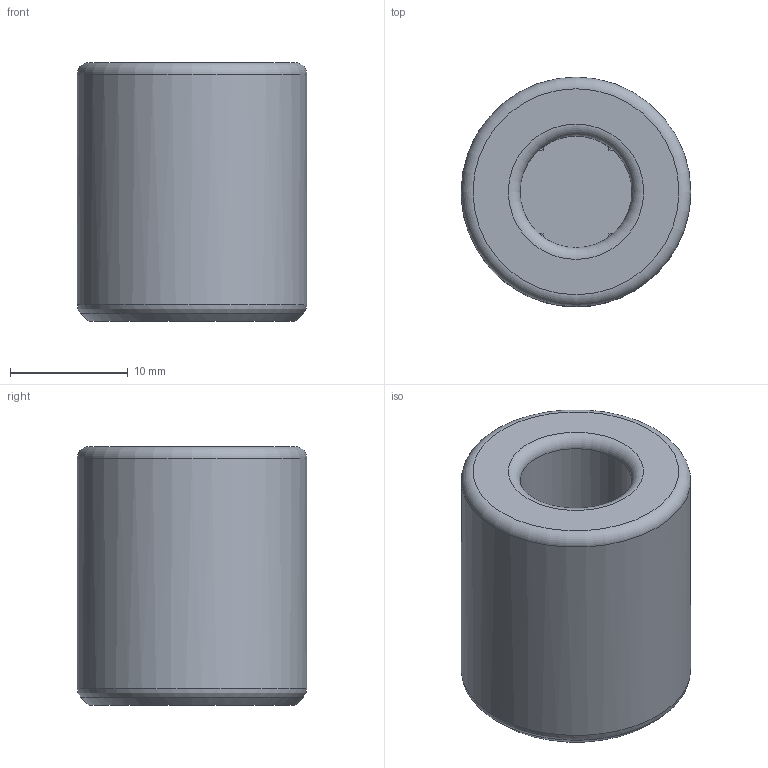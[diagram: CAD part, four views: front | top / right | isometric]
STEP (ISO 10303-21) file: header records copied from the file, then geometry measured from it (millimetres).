
FILE_DESCRIPTION(('Open CASCADE Model'),'2;1');
FILE_NAME('Open CASCADE Shape Model','2025-12-30T14:19:58',('Author'),( 'Open CASCADE'),'Open CASCADE STEP processor 7.7','Open CASCADE 7.7' ,'Unknown');
FILE_SCHEMA(('AUTOMOTIVE_DESIGN { 1 0 10303 214 1 1 1 1 }'));
Length unit declared in the file: millimetre
Products named in the file (1): Open CASCADE STEP translator 7.7 36
Bounding box: 19.5 x 19.5 x 22 mm (x, y, z)
Volume: 5101.7 mm3; surface area: 2464.4 mm2
Topology: 1 solids, 1 shells, 37 faces, 82 edges, 52 vertices
Faces by surface type: cylinder 18, plane 11, cone 5, torus 2, bspline 1
Full cylindrical faces by diameter (mm): 9.5 x1, 19.5 x1
Entity records: 2468 total; most frequent: CARTESIAN_POINT 928, DIRECTION 246, ORIENTED_EDGE 164, PCURVE 164, DEFINITIONAL_REPRESENTATION 164, LINE 101, VECTOR 101, B_SPLINE_CURVE_WITH_KNOTS 98
